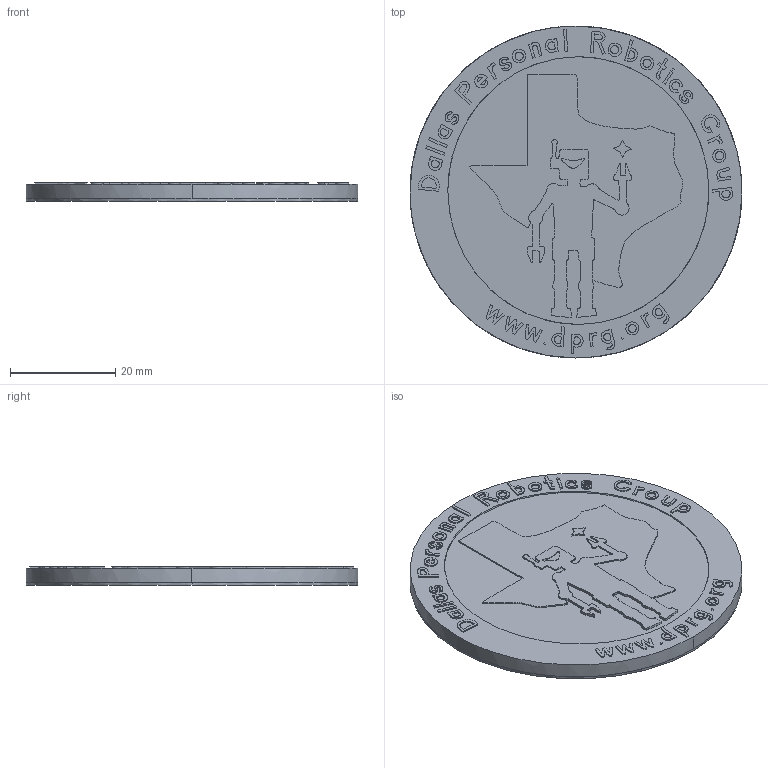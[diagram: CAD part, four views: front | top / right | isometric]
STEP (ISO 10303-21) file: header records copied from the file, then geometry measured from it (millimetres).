
FILE_DESCRIPTION(('STEP AP214'),'1');
FILE_NAME('dprg_logo_SOLID_PRINTABLE.stp','2015-06-29T13:39:52',(' '),(' '),'Spatial InterOp 3D',' ',' ');
FILE_SCHEMA(('automotive_design'));
Length unit declared in the file: metre
Products named in the file (1): 1
Bounding box: 63.12 x 63.12 x 3.5 mm (x, y, z)
Volume: 9984.4 mm3; surface area: 7213.5 mm2
Topology: 1 solids, 1 shells, 766 faces, 2102 edges, 1400 vertices
Faces by surface type: cylinder 384, plane 348, bspline 24, extrusion 10
Entity records: 31164 total; most frequent: CARTESIAN_POINT 4842, DIRECTION 4374, ORIENTED_EDGE 4204, EDGE_CURVE 2102, AXIS2_PLACEMENT_3D 1565, VERTEX_POINT 1400, VECTOR 1244, LINE 1234
